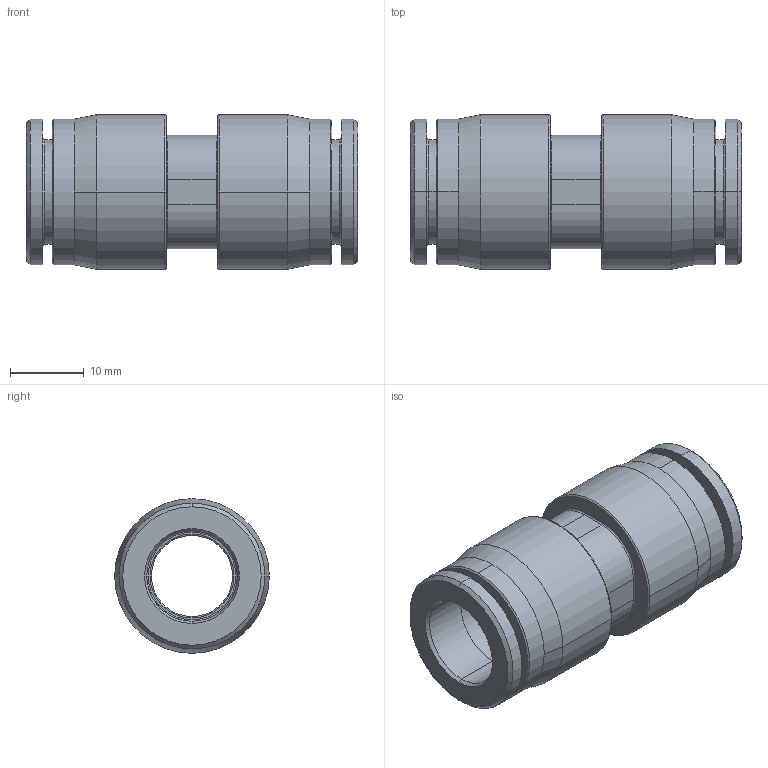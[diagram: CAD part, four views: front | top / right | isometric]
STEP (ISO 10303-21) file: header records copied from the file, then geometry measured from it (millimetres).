
FILE_DESCRIPTION(( 'MXP.26.12.12.stp' ), '1');
FILE_NAME( 'MXP.26.12.12.stp', '2021-02-22T15:43:37',( 'Sopra'),('sopra-pneumatic.com'), 'SwSTEP 2.0','SolidWorks 2009','' );
FILE_SCHEMA(('CONFIG_CONTROL_DESIGN'));
Length unit declared in the file: millimetre
Products named in the file (1): 367517B_958V-12FF
Bounding box: 45 x 21 x 21 mm (x, y, z)
Volume: 8246.2 mm3; surface area: 5692.8 mm2
Topology: 1 solids, 1 shells, 88 faces, 200 edges, 122 vertices
Faces by surface type: cylinder 34, torus 24, cone 16, plane 14
Entity records: 2552 total; most frequent: DIRECTION 506, CARTESIAN_POINT 420, ORIENTED_EDGE 400, AXIS2_PLACEMENT_3D 220, EDGE_CURVE 200, CIRCLE 132, VERTEX_POINT 122, EDGE_LOOP 98
